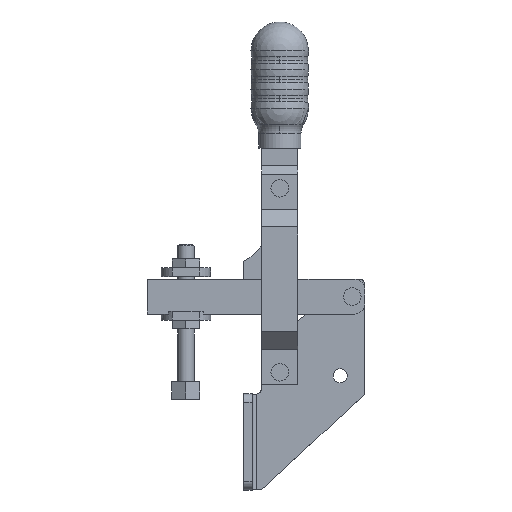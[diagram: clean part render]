
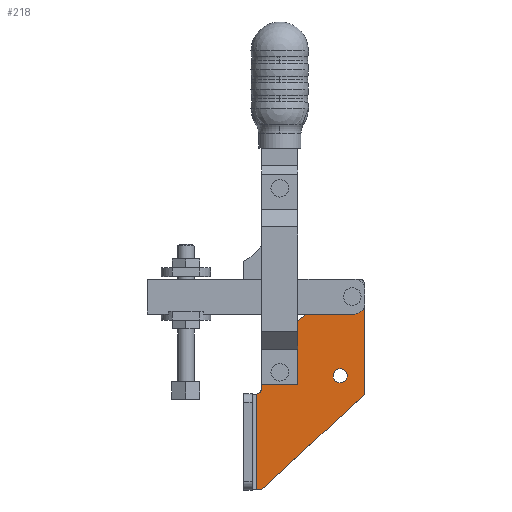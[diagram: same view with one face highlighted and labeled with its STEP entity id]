
A CAD part, top view. The second image highlights one B-rep face of the part: STEP entity #218.
In plain terms, the highlighted planar face has unit normal (0, 0, 1).
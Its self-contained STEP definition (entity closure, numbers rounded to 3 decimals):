
#218 = ADVANCED_FACE( '', ( #587, #588 ), #589, .T. );
#587 = FACE_BOUND( '', #1030, .T. );
#588 = FACE_OUTER_BOUND( '', #1031, .T. );
#589 = PLANE( '', #1032 );
#1030 = EDGE_LOOP( '', ( #2382, #2383 ) );
#1031 = EDGE_LOOP( '', ( #2384, #2385, #2386, #2387, #2388, #2389, #2390, #2391, #2392, #2393, #2394, #2395, #2396, #2397, #2398, #2399, #2400 ) );
#1032 = AXIS2_PLACEMENT_3D( '', #2401, #2402, #2403 );
#2382 = ORIENTED_EDGE( '', *, *, #3229, .T. );
#2383 = ORIENTED_EDGE( '', *, *, #3000, .T. );
#2384 = ORIENTED_EDGE( '', *, *, #3372, .T. );
#2385 = ORIENTED_EDGE( '', *, *, #3373, .T. );
#2386 = ORIENTED_EDGE( '', *, *, #3332, .T. );
#2387 = ORIENTED_EDGE( '', *, *, #3374, .T. );
#2388 = ORIENTED_EDGE( '', *, *, #3375, .T. );
#2389 = ORIENTED_EDGE( '', *, *, #3207, .F. );
#2390 = ORIENTED_EDGE( '', *, *, #3376, .F. );
#2391 = ORIENTED_EDGE( '', *, *, #3377, .F. );
#2392 = ORIENTED_EDGE( '', *, *, #3378, .T. );
#2393 = ORIENTED_EDGE( '', *, *, #3379, .T. );
#2394 = ORIENTED_EDGE( '', *, *, #3380, .T. );
#2395 = ORIENTED_EDGE( '', *, *, #3381, .F. );
#2396 = ORIENTED_EDGE( '', *, *, #3382, .T. );
#2397 = ORIENTED_EDGE( '', *, *, #3383, .T. );
#2398 = ORIENTED_EDGE( '', *, *, #3384, .T. );
#2399 = ORIENTED_EDGE( '', *, *, #3385, .T. );
#2400 = ORIENTED_EDGE( '', *, *, #3357, .T. );
#2401 = CARTESIAN_POINT( '', ( 79., 0., 3.15 ) );
#2402 = DIRECTION( '', ( 0., 0., 1. ) );
#2403 = DIRECTION( '', ( 1., 0., 0. ) );
#3000 = EDGE_CURVE( '', #3634, #3638, #3640, .T. );
#3207 = EDGE_CURVE( '', #3995, #3997, #3998, .T. );
#3229 = EDGE_CURVE( '', #3638, #3634, #4039, .T. );
#3332 = EDGE_CURVE( '', #4195, #4193, #4196, .T. );
#3357 = EDGE_CURVE( '', #4240, #4238, #4241, .T. );
#3372 = EDGE_CURVE( '', #4238, #4260, #4262, .T. );
#3373 = EDGE_CURVE( '', #4260, #4195, #4263, .T. );
#3374 = EDGE_CURVE( '', #4193, #4264, #4265, .T. );
#3375 = EDGE_CURVE( '', #4264, #3997, #4266, .T. );
#3376 = EDGE_CURVE( '', #4267, #3995, #4268, .T. );
#3377 = EDGE_CURVE( '', #4269, #4267, #4270, .T. );
#3378 = EDGE_CURVE( '', #4269, #4271, #4272, .T. );
#3379 = EDGE_CURVE( '', #4271, #4273, #4274, .T. );
#3380 = EDGE_CURVE( '', #4273, #4275, #4276, .T. );
#3381 = EDGE_CURVE( '', #4277, #4275, #4278, .T. );
#3382 = EDGE_CURVE( '', #4277, #4279, #4280, .T. );
#3383 = EDGE_CURVE( '', #4279, #4281, #4282, .T. );
#3384 = EDGE_CURVE( '', #4281, #4283, #4284, .T. );
#3385 = EDGE_CURVE( '', #4283, #4240, #4285, .T. );
#3634 = VERTEX_POINT( '', #4614 );
#3638 = VERTEX_POINT( '', #4619 );
#3640 = CIRCLE( '', #4622, 2.56 );
#3995 = VERTEX_POINT( '', #5106 );
#3997 = VERTEX_POINT( '', #5109 );
#3998 = LINE( '', #5110, #5111 );
#4039 = CIRCLE( '', #5173, 2.56 );
#4193 = VERTEX_POINT( '', #5398 );
#4195 = VERTEX_POINT( '', #5401 );
#4196 = LINE( '', #5402, #5403 );
#4238 = VERTEX_POINT( '', #5461 );
#4240 = VERTEX_POINT( '', #5464 );
#4241 = LINE( '', #5465, #5466 );
#4260 = VERTEX_POINT( '', #5492 );
#4262 = CIRCLE( '', #5495, 3.81 );
#4263 = LINE( '', #5496, #5497 );
#4264 = VERTEX_POINT( '', #5498 );
#4265 = CIRCLE( '', #5499, 3.5 );
#4266 = LINE( '', #5500, #5501 );
#4267 = VERTEX_POINT( '', #5502 );
#4268 = LINE( '', #5503, #5504 );
#4269 = VERTEX_POINT( '', #5505 );
#4270 = LINE( '', #5506, #5507 );
#4271 = VERTEX_POINT( '', #5508 );
#4272 = CIRCLE( '', #5509, 3.5 );
#4273 = VERTEX_POINT( '', #5510 );
#4274 = LINE( '', #5511, #5512 );
#4275 = VERTEX_POINT( '', #5513 );
#4276 = CIRCLE( '', #5514, 1.75 );
#4277 = VERTEX_POINT( '', #5515 );
#4278 = LINE( '', #5516, #5517 );
#4279 = VERTEX_POINT( '', #5518 );
#4280 = LINE( '', #5519, #5520 );
#4281 = VERTEX_POINT( '', #5521 );
#4282 = CIRCLE( '', #5522, 1.75 );
#4283 = VERTEX_POINT( '', #5523 );
#4284 = LINE( '', #5524, #5525 );
#4285 = CIRCLE( '', #5526, 1.75 );
#4614 = CARTESIAN_POINT( '', ( 72.76, 41.6, 3.15 ) );
#4619 = CARTESIAN_POINT( '', ( 67.64, 41.6, 3.15 ) );
#4622 = AXIS2_PLACEMENT_3D( '', #5953, #5954, #5955 );
#5106 = CARTESIAN_POINT( '', ( 54.8, 38.4, 3.15 ) );
#5109 = CARTESIAN_POINT( '', ( 54.8, 51.29, 3.15 ) );
#5110 = CARTESIAN_POINT( '', ( 54.8, 38.395, 3.15 ) );
#5111 = VECTOR( '', #6314, 1. );
#5173 = AXIS2_PLACEMENT_3D( '', #6336, #6337, #6338 );
#5398 = CARTESIAN_POINT( '', ( 42.76, 52.151, 3.15 ) );
#5401 = CARTESIAN_POINT( '', ( 58.1, 64., 3.15 ) );
#5402 = CARTESIAN_POINT( '', ( 41.494, 51.172, 3.15 ) );
#5403 = VECTOR( '', #6501, 1. );
#5461 = CARTESIAN_POINT( '', ( 79., 66.943, 3.15 ) );
#5464 = CARTESIAN_POINT( '', ( 79., 34.852, 3.15 ) );
#5465 = CARTESIAN_POINT( '', ( 79., 0., 3.15 ) );
#5466 = VECTOR( '', #6540, 1. );
#5492 = CARTESIAN_POINT( '', ( 75.29, 64., 3.15 ) );
#5495 = AXIS2_PLACEMENT_3D( '', #6567, #6568, #6569 );
#5496 = CARTESIAN_POINT( '', ( 77.145, 64., 3.15 ) );
#5497 = VECTOR( '', #6570, 1. );
#5498 = CARTESIAN_POINT( '', ( 41.966, 51.29, 3.15 ) );
#5499 = AXIS2_PLACEMENT_3D( '', #6571, #6572, #6573 );
#5500 = CARTESIAN_POINT( '', ( -353.4, 51.29, 3.15 ) );
#5501 = VECTOR( '', #6574, 1. );
#5502 = CARTESIAN_POINT( '', ( 41.6, 38.4, 3.15 ) );
#5503 = CARTESIAN_POINT( '', ( -155.9, 38.4, 3.15 ) );
#5504 = VECTOR( '', #6575, 1. );
#5505 = CARTESIAN_POINT( '', ( 41.6, 50.547, 3.15 ) );
#5506 = CARTESIAN_POINT( '', ( 41.6, 86.395, 3.15 ) );
#5507 = VECTOR( '', #6576, 1. );
#5508 = CARTESIAN_POINT( '', ( 41.41, 49.645, 3.15 ) );
#5509 = AXIS2_PLACEMENT_3D( '', #6577, #6578, #6579 );
#5510 = CARTESIAN_POINT( '', ( 41.41, 36.65, 3.15 ) );
#5511 = CARTESIAN_POINT( '', ( 41.41, 18.325, 3.15 ) );
#5512 = VECTOR( '', #6580, 1. );
#5513 = CARTESIAN_POINT( '', ( 39.735, 34.902, 3.15 ) );
#5514 = AXIS2_PLACEMENT_3D( '', #6581, #6582, #6583 );
#5515 = CARTESIAN_POINT( '', ( 39.735, 0., 3.15 ) );
#5516 = CARTESIAN_POINT( '', ( 39.735, 0., 3.15 ) );
#5517 = VECTOR( '', #6584, 1. );
#5518 = CARTESIAN_POINT( '', ( 41.297, 0., 3.15 ) );
#5519 = CARTESIAN_POINT( '', ( 39.735, 0., 3.15 ) );
#5520 = VECTOR( '', #6585, 1. );
#5521 = CARTESIAN_POINT( '', ( 41.903, 0.366, 3.15 ) );
#5522 = AXIS2_PLACEMENT_3D( '', #6586, #6587, #6588 );
#5523 = CARTESIAN_POINT( '', ( 78.639, 34.381, 3.15 ) );
#5524 = CARTESIAN_POINT( '', ( 70.166, 26.536, 3.15 ) );
#5525 = VECTOR( '', #6589, 1. );
#5526 = AXIS2_PLACEMENT_3D( '', #6590, #6591, #6592 );
#5953 = CARTESIAN_POINT( '', ( 70.2, 41.6, 3.15 ) );
#5954 = DIRECTION( '', ( 0., 0., -1. ) );
#5955 = DIRECTION( '', ( 1., 0., 0. ) );
#6314 = DIRECTION( '', ( 0., 1., 0. ) );
#6336 = CARTESIAN_POINT( '', ( 70.2, 41.6, 3.15 ) );
#6337 = DIRECTION( '', ( 0., 0., -1. ) );
#6338 = DIRECTION( '', ( 1., 0., 0. ) );
#6501 = DIRECTION( '', ( -0.791, -0.611, 0. ) );
#6540 = DIRECTION( '', ( 0., 1., 0. ) );
#6567 = CARTESIAN_POINT( '', ( 75.29, 67.81, 3.15 ) );
#6568 = DIRECTION( '', ( 0., 0., -1. ) );
#6569 = DIRECTION( '', ( 0., -1., 0. ) );
#6570 = DIRECTION( '', ( -1., 0., 0. ) );
#6571 = CARTESIAN_POINT( '', ( 44.9, 49.381, 3.15 ) );
#6572 = DIRECTION( '', ( 0., 0., 1. ) );
#6573 = DIRECTION( '', ( -0.611, 0.791, 0. ) );
#6574 = DIRECTION( '', ( 1., 0., 0. ) );
#6575 = DIRECTION( '', ( 1., 0., 0. ) );
#6576 = DIRECTION( '', ( 0., -1., 0. ) );
#6577 = CARTESIAN_POINT( '', ( 44.9, 49.381, 3.15 ) );
#6578 = DIRECTION( '', ( 0., 0., 1. ) );
#6579 = DIRECTION( '', ( -0.611, 0.791, 0. ) );
#6580 = DIRECTION( '', ( 0., -1., 0. ) );
#6581 = CARTESIAN_POINT( '', ( 39.66, 36.65, 3.15 ) );
#6582 = DIRECTION( '', ( 0., 0., -1. ) );
#6583 = DIRECTION( '', ( 0., -1., 0. ) );
#6584 = DIRECTION( '', ( 0., 1., 0. ) );
#6585 = DIRECTION( '', ( 1., 0., 0. ) );
#6586 = CARTESIAN_POINT( '', ( 40.714, 1.65, 3.15 ) );
#6587 = DIRECTION( '', ( 0., 0., 1. ) );
#6588 = DIRECTION( '', ( 0., -1., 0. ) );
#6589 = DIRECTION( '', ( 0.734, 0.679, 0. ) );
#6590 = CARTESIAN_POINT( '', ( 77.45, 35.665, 3.15 ) );
#6591 = DIRECTION( '', ( 0., 0., 1. ) );
#6592 = DIRECTION( '', ( 0.679, -0.734, 0. ) );
